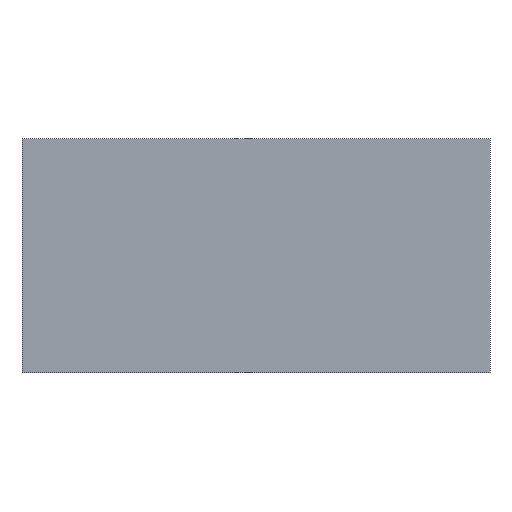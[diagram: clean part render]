
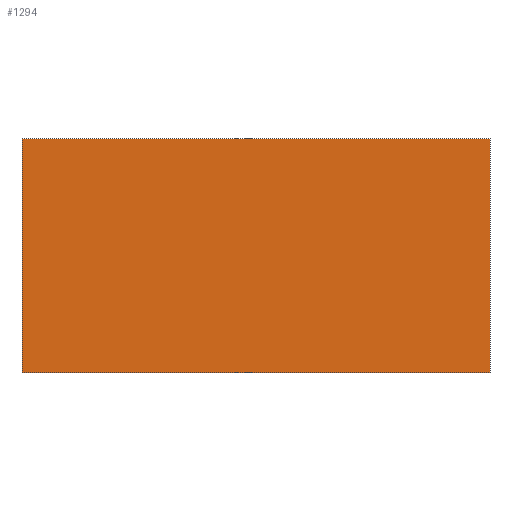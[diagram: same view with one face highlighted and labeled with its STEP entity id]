
A CAD part, front view. The second image highlights one B-rep face of the part: STEP entity #1294.
In plain terms, the highlighted planar face has unit normal (0, -1, 0).
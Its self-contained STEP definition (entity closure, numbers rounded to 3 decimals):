
#82=PLANE('',#1447);
#161=FACE_OUTER_BOUND('',#259,.T.);
#259=EDGE_LOOP('',(#1182,#1183,#1184,#1185));
#367=LINE('',#2199,#481);
#369=LINE('',#2203,#483);
#371=LINE('',#2207,#485);
#373=LINE('',#2210,#487);
#481=VECTOR('',#1827,10.);
#483=VECTOR('',#1831,10.);
#485=VECTOR('',#1835,10.);
#487=VECTOR('',#1839,10.);
#660=VERTEX_POINT('',#2196);
#661=VERTEX_POINT('',#2198);
#662=VERTEX_POINT('',#2202);
#663=VERTEX_POINT('',#2206);
#831=EDGE_CURVE('',#661,#660,#367,.T.);
#833=EDGE_CURVE('',#662,#661,#369,.T.);
#835=EDGE_CURVE('',#663,#662,#371,.T.);
#837=EDGE_CURVE('',#660,#663,#373,.T.);
#1182=ORIENTED_EDGE('',*,*,#837,.T.);
#1183=ORIENTED_EDGE('',*,*,#835,.T.);
#1184=ORIENTED_EDGE('',*,*,#833,.T.);
#1185=ORIENTED_EDGE('',*,*,#831,.T.);
#1294=ADVANCED_FACE('',(#161),#82,.T.);
#1447=AXIS2_PLACEMENT_3D('',#2211,#1840,#1841);
#1827=DIRECTION('',(-1.,0.,0.));
#1831=DIRECTION('',(0.,0.,1.));
#1835=DIRECTION('',(1.,0.,0.));
#1839=DIRECTION('',(0.,0.,-1.));
#1840=DIRECTION('center_axis',(0.,-1.,0.));
#1841=DIRECTION('ref_axis',(0.,0.,-1.));
#2196=CARTESIAN_POINT('',(-160.,-16.5,80.));
#2198=CARTESIAN_POINT('',(160.,-16.5,80.));
#2199=CARTESIAN_POINT('',(-160.,-16.5,80.));
#2202=CARTESIAN_POINT('',(160.,-16.5,-80.));
#2203=CARTESIAN_POINT('',(160.,-16.5,80.));
#2206=CARTESIAN_POINT('',(-160.,-16.5,-80.));
#2207=CARTESIAN_POINT('',(160.,-16.5,-80.));
#2210=CARTESIAN_POINT('',(-160.,-16.5,-80.));
#2211=CARTESIAN_POINT('Origin',(0.,-16.5,0.));
